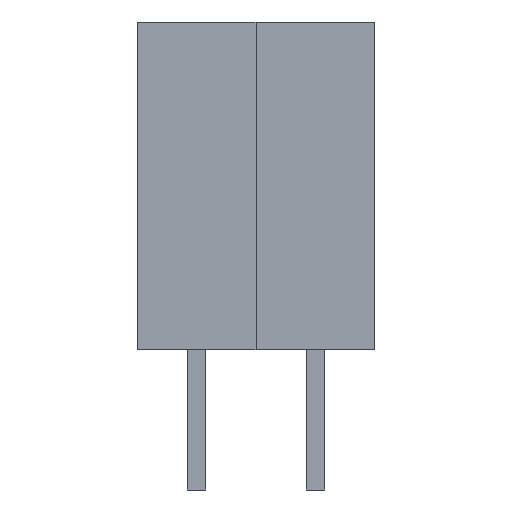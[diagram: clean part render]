
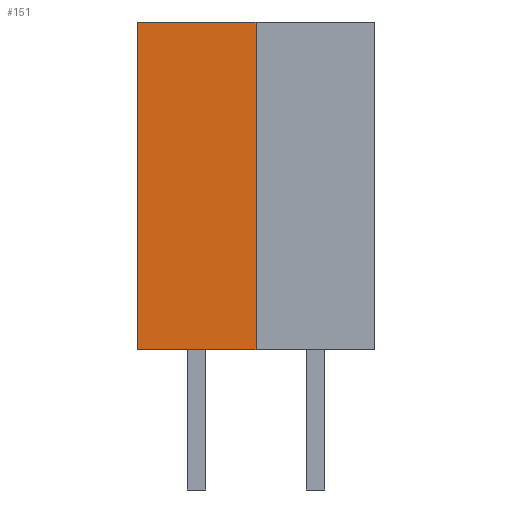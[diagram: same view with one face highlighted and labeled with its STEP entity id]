
A CAD part, front view. The second image highlights one B-rep face of the part: STEP entity #151.
In plain terms, the highlighted planar face has unit normal (0, -1, 0).
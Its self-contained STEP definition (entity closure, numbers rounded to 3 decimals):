
#13=DIRECTION('',(0.,0.,1.));
#14=DIRECTION('',(1.,0.,0.));
#127=EDGE_CURVE('',#128,#130,#132,.T.);
#128=VERTEX_POINT('',#129);
#129=CARTESIAN_POINT('',(-1.27,-1.271,0.));
#130=VERTEX_POINT('',#131);
#131=CARTESIAN_POINT('',(-1.27,-1.271,7.));
#132=LINE('',#129,#133);
#133=VECTOR('',#13,1.);
#140=DIRECTION('',(0.,1.,0.));
#151=ADVANCED_FACE('',(#152),#169,.F.);
#152=FACE_BOUND('',#153,.F.);
#153=EDGE_LOOP('',(#154,#160,#161,#166));
#154=ORIENTED_EDGE('',*,*,#155,.F.);
#155=EDGE_CURVE('',#128,#156,#158,.T.);
#156=VERTEX_POINT('',#157);
#157=CARTESIAN_POINT('',(1.27,-1.271,0.));
#158=LINE('',#129,#159);
#159=VECTOR('',#14,1.);
#160=ORIENTED_EDGE('',*,*,#127,.T.);
#161=ORIENTED_EDGE('',*,*,#162,.T.);
#162=EDGE_CURVE('',#130,#163,#165,.T.);
#163=VERTEX_POINT('',#164);
#164=CARTESIAN_POINT('',(1.27,-1.271,7.));
#165=LINE('',#131,#159);
#166=ORIENTED_EDGE('',*,*,#167,.F.);
#167=EDGE_CURVE('',#156,#163,#168,.T.);
#168=LINE('',#157,#133);
#169=PLANE('',#170);
#170=AXIS2_PLACEMENT_3D('',#129,#140,#13);
